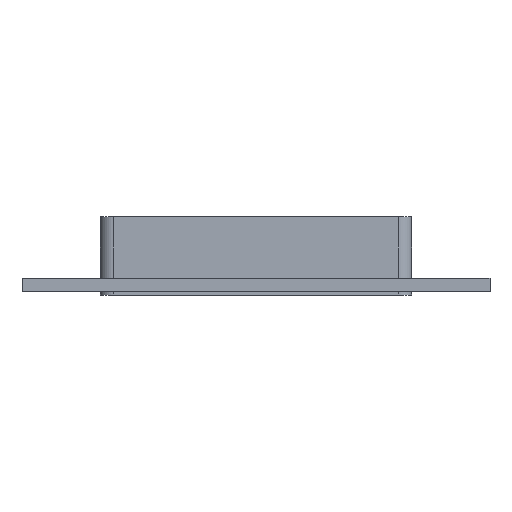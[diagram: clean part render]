
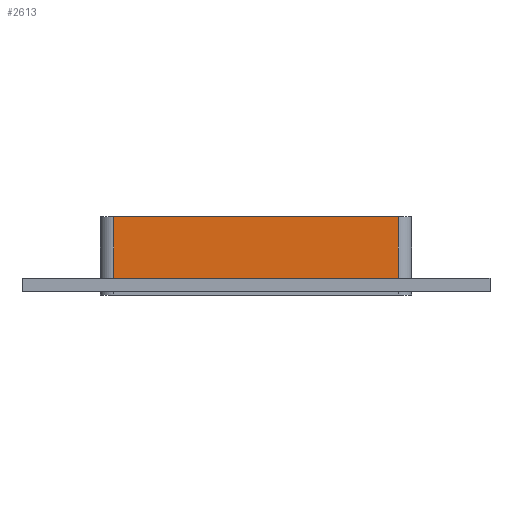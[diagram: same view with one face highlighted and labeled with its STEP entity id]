
A CAD part, left-side view. The second image highlights one B-rep face of the part: STEP entity #2613.
In plain terms, the highlighted planar face has unit normal (-1, 0, 0).
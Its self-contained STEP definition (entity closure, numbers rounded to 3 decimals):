
#1107=CARTESIAN_POINT('',(-461.75,-109.,-17.0));
#1108=VERTEX_POINT('',#1107);
#1116=CARTESIAN_POINT('',(-461.75,109.,-17.0));
#1117=VERTEX_POINT('',#1116);
#1118=CARTESIAN_POINT('',(-461.75,109.,-17.));
#1119=DIRECTION('',(0.0,-1.0,0.0));
#1120=VECTOR('',#1119,218.);
#1121=LINE('',#1118,#1120);
#1122=EDGE_CURVE('',#1117,#1108,#1121,.T.);
#1848=CARTESIAN_POINT('',(-461.75,-109.0,30.0));
#1849=VERTEX_POINT('',#1848);
#1857=CARTESIAN_POINT('',(-461.75,-109.,30.0));
#1858=DIRECTION('',(0.0,0.0,-1.0));
#1859=VECTOR('',#1858,47.0);
#1860=LINE('',#1857,#1859);
#1861=EDGE_CURVE('',#1849,#1108,#1860,.T.);
#1872=CARTESIAN_POINT('',(-461.75,109.,30.0));
#1873=VERTEX_POINT('',#1872);
#1874=CARTESIAN_POINT('',(-461.75,109.,-17.0));
#1875=DIRECTION('',(0.0,0.0,1.0));
#1876=VECTOR('',#1875,47.0);
#1877=LINE('',#1874,#1876);
#1878=EDGE_CURVE('',#1117,#1873,#1877,.T.);
#2597=CARTESIAN_POINT('',(-461.75,119.,0.0));
#2598=DIRECTION('',(-1.0,0.0,0.0));
#2599=DIRECTION('',(0.0,-1.0,0.0));
#2600=AXIS2_PLACEMENT_3D('',#2597,#2598,#2599);
#2601=PLANE('',#2600);
#2602=ORIENTED_EDGE('',*,*,#1122,.T.);
#2603=ORIENTED_EDGE('',*,*,#1861,.F.);
#2604=CARTESIAN_POINT('',(-461.75,109.,30.0));
#2605=DIRECTION('',(0.0,-1.0,0.0));
#2606=VECTOR('',#2605,218.);
#2607=LINE('',#2604,#2606);
#2608=EDGE_CURVE('',#1873,#1849,#2607,.T.);
#2609=ORIENTED_EDGE('',*,*,#2608,.F.);
#2610=ORIENTED_EDGE('',*,*,#1878,.F.);
#2611=EDGE_LOOP('',(#2602,#2603,#2609,#2610));
#2612=FACE_OUTER_BOUND('',#2611,.T.);
#2613=ADVANCED_FACE('',(#2612),#2601,.T.);
